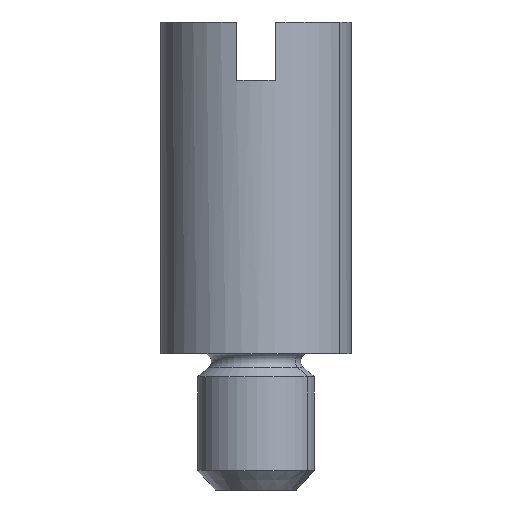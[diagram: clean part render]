
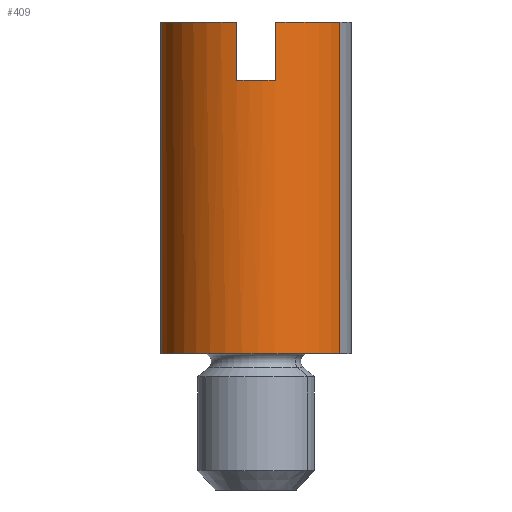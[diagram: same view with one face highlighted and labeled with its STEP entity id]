
A CAD part, left-side view. The second image highlights one B-rep face of the part: STEP entity #409.
In plain terms, the highlighted cylindrical face has radius 2.45 mm (diameter 4.9 mm), a partial arc.
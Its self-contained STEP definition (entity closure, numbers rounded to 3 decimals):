
#302=AXIS2_PLACEMENT_3D('Circle Axis2P3D',#300,#301,$) ;
#337=AXIS2_PLACEMENT_3D('Circle Axis2P3D',#335,#336,$) ;
#359=AXIS2_PLACEMENT_3D('Cylinder Axis2P3D',#356,#357,#358) ;
#370=AXIS2_PLACEMENT_3D('Circle Axis2P3D',#368,#369,$) ;
#389=AXIS2_PLACEMENT_3D('Circle Axis2P3D',#387,#388,$) ;
#297=CARTESIAN_POINT('Vertex',(3.625,4.6,12.)) ;
#300=CARTESIAN_POINT('Axis2P3D Location',(2.45,2.45,12.)) ;
#304=CARTESIAN_POINT('Vertex',(0.052,2.95,12.)) ;
#332=CARTESIAN_POINT('Vertex',(0.052,1.95,12.)) ;
#335=CARTESIAN_POINT('Axis2P3D Location',(2.45,2.45,12.)) ;
#339=CARTESIAN_POINT('Vertex',(1.275,0.3,12.)) ;
#356=CARTESIAN_POINT('Axis2P3D Location',(2.45,2.45,2.161)) ;
#361=CARTESIAN_POINT('Line Origine',(3.625,4.6,7.75)) ;
#365=CARTESIAN_POINT('Vertex',(3.625,4.6,3.5)) ;
#368=CARTESIAN_POINT('Axis2P3D Location',(2.45,2.45,3.5)) ;
#372=CARTESIAN_POINT('Vertex',(1.275,0.3,3.5)) ;
#375=CARTESIAN_POINT('Line Origine',(1.275,0.3,7.75)) ;
#380=CARTESIAN_POINT('Line Origine',(0.052,1.95,7.75)) ;
#384=CARTESIAN_POINT('Vertex',(0.052,1.95,10.5)) ;
#387=CARTESIAN_POINT('Axis2P3D Location',(2.45,2.45,10.5)) ;
#391=CARTESIAN_POINT('Vertex',(0.052,2.95,10.5)) ;
#394=CARTESIAN_POINT('Line Origine',(0.052,2.95,7.75)) ;
#301=DIRECTION('Axis2P3D Direction',(0.,0.,-1.)) ;
#336=DIRECTION('Axis2P3D Direction',(0.,0.,-1.)) ;
#357=DIRECTION('Axis2P3D Direction',(0.,0.,-1.)) ;
#358=DIRECTION('Axis2P3D XDirection',(-0.479,-0.878,0.)) ;
#362=DIRECTION('Vector Direction',(0.,0.,-1.)) ;
#369=DIRECTION('Axis2P3D Direction',(0.,0.,-1.)) ;
#376=DIRECTION('Vector Direction',(0.,0.,-1.)) ;
#381=DIRECTION('Vector Direction',(0.,0.,-1.)) ;
#388=DIRECTION('Axis2P3D Direction',(0.,0.,-1.)) ;
#395=DIRECTION('Vector Direction',(0.,0.,-1.)) ;
#363=VECTOR('Line Direction',#362,1.) ;
#377=VECTOR('Line Direction',#376,1.) ;
#382=VECTOR('Line Direction',#381,1.) ;
#396=VECTOR('Line Direction',#395,1.) ;
#400=ORIENTED_EDGE('',*,*,#306,.T.) ;
#401=ORIENTED_EDGE('',*,*,#367,.T.) ;
#402=ORIENTED_EDGE('',*,*,#374,.F.) ;
#403=ORIENTED_EDGE('',*,*,#379,.F.) ;
#404=ORIENTED_EDGE('',*,*,#341,.T.) ;
#405=ORIENTED_EDGE('',*,*,#386,.T.) ;
#406=ORIENTED_EDGE('',*,*,#393,.F.) ;
#407=ORIENTED_EDGE('',*,*,#398,.T.) ;
#409=ADVANCED_FACE('STB',(#408),#360,.T.) ;
#303=CIRCLE('generated circle',#302,2.45) ;
#338=CIRCLE('generated circle',#337,2.45) ;
#371=CIRCLE('generated circle',#370,2.45) ;
#390=CIRCLE('generated circle',#389,2.45) ;
#360=CYLINDRICAL_SURFACE('generated cylinder',#359,2.45) ;
#306=EDGE_CURVE('',#305,#298,#303,.T.) ;
#341=EDGE_CURVE('',#340,#333,#338,.T.) ;
#367=EDGE_CURVE('',#298,#366,#364,.T.) ;
#374=EDGE_CURVE('',#373,#366,#371,.T.) ;
#379=EDGE_CURVE('',#340,#373,#378,.T.) ;
#386=EDGE_CURVE('',#333,#385,#383,.T.) ;
#393=EDGE_CURVE('',#392,#385,#390,.F.) ;
#398=EDGE_CURVE('',#392,#305,#397,.F.) ;
#399=EDGE_LOOP('',(#400,#401,#402,#403,#404,#405,#406,#407)) ;
#408=FACE_OUTER_BOUND('',#399,.T.) ;
#364=LINE('Line',#361,#363) ;
#378=LINE('Line',#375,#377) ;
#383=LINE('Line',#380,#382) ;
#397=LINE('Line',#394,#396) ;
#298=VERTEX_POINT('',#297) ;
#305=VERTEX_POINT('',#304) ;
#333=VERTEX_POINT('',#332) ;
#340=VERTEX_POINT('',#339) ;
#366=VERTEX_POINT('',#365) ;
#373=VERTEX_POINT('',#372) ;
#385=VERTEX_POINT('',#384) ;
#392=VERTEX_POINT('',#391) ;
